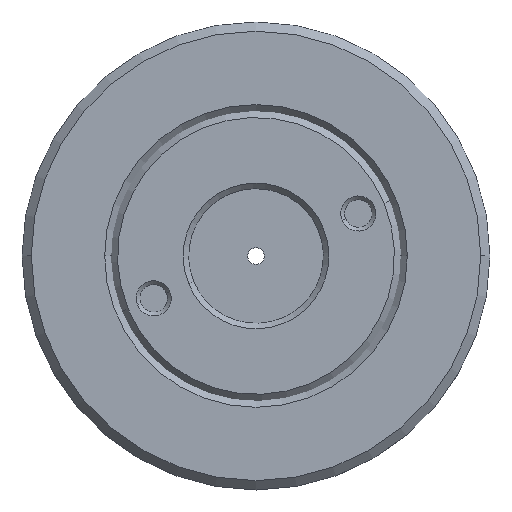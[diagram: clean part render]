
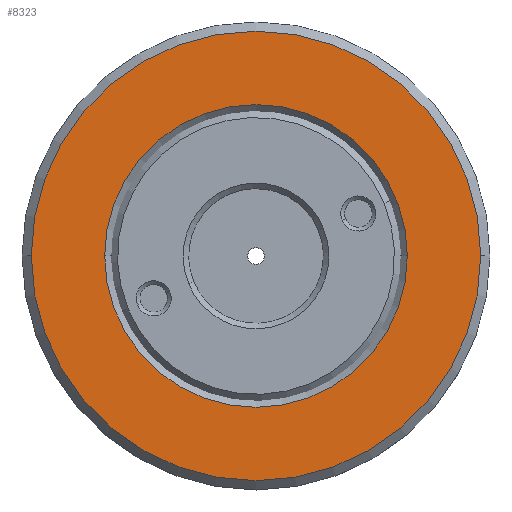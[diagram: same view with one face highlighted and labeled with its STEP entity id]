
A CAD part, top view. The second image highlights one B-rep face of the part: STEP entity #8323.
In plain terms, the highlighted planar face has unit normal (0, 0, 1).
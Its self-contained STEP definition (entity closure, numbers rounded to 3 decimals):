
#459 = DIRECTION ( 'NONE',  ( -1., 0., 0. ) ) ;
#867 = CARTESIAN_POINT ( 'NONE',  ( -23.645, 0.802, 4.599 ) ) ;
#1043 = DIRECTION ( 'NONE',  ( 0., 0., -1. ) ) ;
#2799 = EDGE_LOOP ( 'NONE', ( #3836, #11983 ) ) ;
#3054 = AXIS2_PLACEMENT_3D ( 'NONE', #867, #11767, #11867 ) ;
#3289 = VERTEX_POINT ( 'NONE', #6094 ) ;
#3491 = CARTESIAN_POINT ( 'NONE',  ( -23.645, 0.802, 4.599 ) ) ;
#3836 = ORIENTED_EDGE ( 'NONE', *, *, #3907, .T. ) ;
#3907 = EDGE_CURVE ( 'NONE', #8116, #13387, #15090, .T. ) ;
#4889 = AXIS2_PLACEMENT_3D ( 'NONE', #14852, #1043, #8710 ) ;
#4997 = DIRECTION ( 'NONE',  ( 0., 0., -1. ) ) ;
#5045 = AXIS2_PLACEMENT_3D ( 'NONE', #7823, #17569, #5171 ) ;
#5171 = DIRECTION ( 'NONE',  ( 1., 0., 0. ) ) ;
#5717 = FACE_OUTER_BOUND ( 'NONE', #18679, .T. ) ;
#6094 = CARTESIAN_POINT ( 'NONE',  ( -11.47, 0.802, 4.599 ) ) ;
#6356 = VERTEX_POINT ( 'NONE', #13622 ) ;
#6427 = CARTESIAN_POINT ( 'NONE',  ( -15.445, 0.802, 4.599 ) ) ;
#7381 = EDGE_CURVE ( 'NONE', #6356, #3289, #18609, .T. ) ;
#7823 = CARTESIAN_POINT ( 'NONE',  ( -23.645, 0.802, 4.599 ) ) ;
#8116 = VERTEX_POINT ( 'NONE', #6427 ) ;
#8323 = ADVANCED_FACE ( 'NONE', ( #14982, #5717 ), #19726, .T. ) ;
#8710 = DIRECTION ( 'NONE',  ( -1., 0., 0. ) ) ;
#11569 = EDGE_CURVE ( 'NONE', #3289, #6356, #13583, .T. ) ;
#11767 = DIRECTION ( 'NONE',  ( 0., 0., 1. ) ) ;
#11852 = AXIS2_PLACEMENT_3D ( 'NONE', #3491, #12665, #459 ) ;
#11867 = DIRECTION ( 'NONE',  ( 1., 0., 0. ) ) ;
#11983 = ORIENTED_EDGE ( 'NONE', *, *, #15568, .T. ) ;
#12454 = CIRCLE ( 'NONE', #5045, 8.2 ) ;
#12665 = DIRECTION ( 'NONE',  ( 0., 0., -1. ) ) ;
#12856 = DIRECTION ( 'NONE',  ( 1., 0., 0. ) ) ;
#13387 = VERTEX_POINT ( 'NONE', #14558 ) ;
#13583 = CIRCLE ( 'NONE', #4889, 12.175 ) ;
#13622 = CARTESIAN_POINT ( 'NONE',  ( -35.82, 0.802, 4.599 ) ) ;
#14109 = ORIENTED_EDGE ( 'NONE', *, *, #7381, .F. ) ;
#14443 = AXIS2_PLACEMENT_3D ( 'NONE', #17286, #4997, #12856 ) ;
#14558 = CARTESIAN_POINT ( 'NONE',  ( -31.845, 0.802, 4.599 ) ) ;
#14852 = CARTESIAN_POINT ( 'NONE',  ( -23.645, 0.802, 4.599 ) ) ;
#14982 = FACE_BOUND ( 'NONE', #2799, .T. ) ;
#15090 = CIRCLE ( 'NONE', #14443, 8.2 ) ;
#15568 = EDGE_CURVE ( 'NONE', #13387, #8116, #12454, .T. ) ;
#16305 = ORIENTED_EDGE ( 'NONE', *, *, #11569, .F. ) ;
#17286 = CARTESIAN_POINT ( 'NONE',  ( -23.645, 0.802, 4.599 ) ) ;
#17569 = DIRECTION ( 'NONE',  ( 0., 0., -1. ) ) ;
#18609 = CIRCLE ( 'NONE', #11852, 12.175 ) ;
#18679 = EDGE_LOOP ( 'NONE', ( #14109, #16305 ) ) ;
#19726 = PLANE ( 'NONE',  #3054 ) ;
